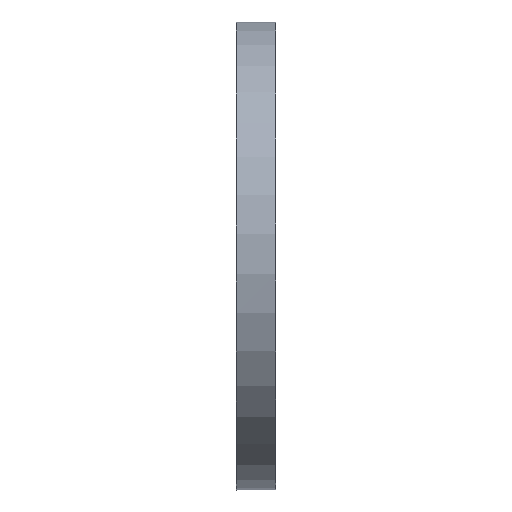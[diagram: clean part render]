
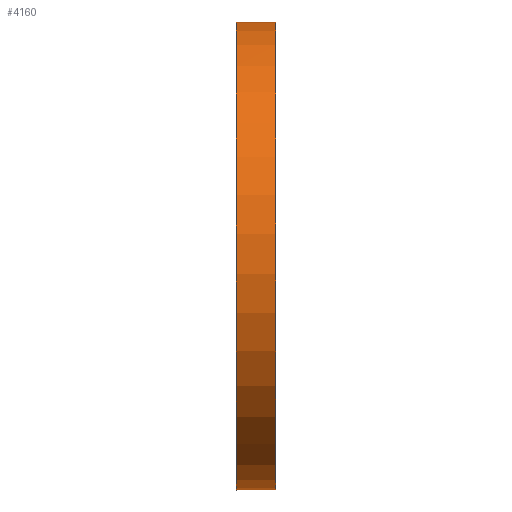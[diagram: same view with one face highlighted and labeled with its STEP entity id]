
A CAD part, left-side view. The second image highlights one B-rep face of the part: STEP entity #4160.
In plain terms, the highlighted cylindrical face has radius 360 mm (diameter 720 mm), a partial arc.
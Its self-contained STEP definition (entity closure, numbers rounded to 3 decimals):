
#230=CARTESIAN_POINT('',(-223.652,0.,101.731));
#240=VERTEX_POINT('',#230);
#270=CARTESIAN_POINT('',(0.,0.,383.83));
#280=DIRECTION('',(0.,-1.,-0.));
#290=DIRECTION('',(0.621,0.,-0.784));
#300=AXIS2_PLACEMENT_3D('',#270,#280,#290);
#310=CIRCLE('',#300,360.);
#320=CARTESIAN_POINT('',(223.68,0.,101.753));
#330=VERTEX_POINT('',#320);
#340=EDGE_CURVE('',#330,#240,#310,.T.);
#2640=CARTESIAN_POINT('',(223.68,60.,101.753));
#2650=VERTEX_POINT('',#2640);
#2680=CARTESIAN_POINT('',(0.,60.,383.83));
#2690=DIRECTION('',(-0.,1.,0.));
#2700=DIRECTION('',(1.,0.,0.));
#2710=AXIS2_PLACEMENT_3D('',#2680,#2690,#2700);
#2720=CIRCLE('',#2710,360.);
#2730=CARTESIAN_POINT('',(-223.68,60.,101.753));
#2740=VERTEX_POINT('',#2730);
#2750=EDGE_CURVE('',#2740,#2650,#2720,.T.);
#3880=CARTESIAN_POINT('',(223.68,60.,101.753));
#3890=DIRECTION('',(0.,-1.,0.));
#3900=VECTOR('',#3890,1.);
#3910=LINE('',#3880,#3900);
#3920=EDGE_CURVE('',#2650,#330,#3910,.T.);
#4000=CARTESIAN_POINT('',(0.,0.,383.83));
#4010=DIRECTION('',(0.,1.,0.));
#4020=DIRECTION('',(1.,0.,0.));
#4030=AXIS2_PLACEMENT_3D('',#4000,#4010,#4020);
#4040=CYLINDRICAL_SURFACE('',#4030,360.);
#4050=CARTESIAN_POINT('',(-223.68,60.,101.753));
#4060=DIRECTION('',(0.,-1.,0.));
#4070=VECTOR('',#4060,1.);
#4080=LINE('',#4050,#4070);
#4090=EDGE_CURVE('',#2740,#240,#4080,.T.);
#4100=ORIENTED_EDGE('',*,*,#4090,.T.);
#4110=ORIENTED_EDGE('',*,*,#2750,.F.);
#4120=ORIENTED_EDGE('',*,*,#3920,.F.);
#4130=ORIENTED_EDGE('',*,*,#340,.F.);
#4140=EDGE_LOOP('',(#4130,#4120,#4110,#4100));
#4150=FACE_OUTER_BOUND('',#4140,.T.);
#4160=ADVANCED_FACE('',(#4150),#4040,.T.);
